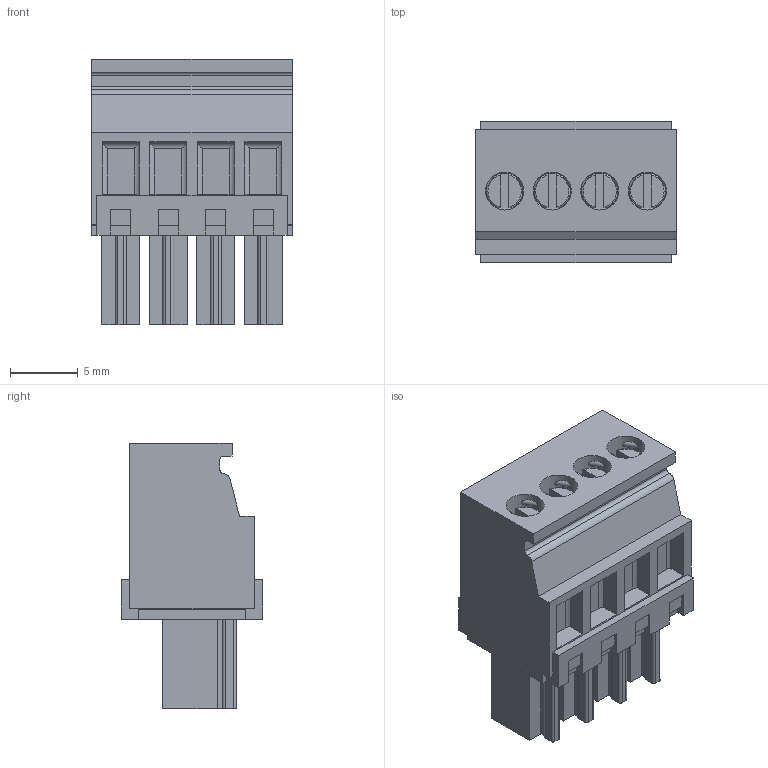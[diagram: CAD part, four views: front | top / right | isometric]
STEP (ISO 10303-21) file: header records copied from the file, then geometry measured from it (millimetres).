
FILE_DESCRIPTION(/* description */ ('Unknown'),/* implementation_level */ '2;1');
FILE_NAME(/* name */ 'MC520-35004-20230323',/* time_stamp */ '2023-03-23T16:48:39+08:00',/* author */ ('Unknown'),/* organization */ ('Unknown'),/* preprocessor_version */ 'ST-DEVELOPER v16.7',/* originating_system */ 'DEX',/* authorisation */ $);
FILE_SCHEMA (('AUTOMOTIVE_DESIGN {1 0 10303 214 3 1 1}'));
Length unit declared in the file: millimetre
Products named in the file (1): MC520-35004-20190924
Bounding box: 14.8 x 10.4 x 19.55 mm (x, y, z)
Volume: 1851.4 mm3; surface area: 1587.4 mm2
Topology: 1 solids, 1 shells, 266 faces, 712 edges, 480 vertices
Faces by surface type: plane 203, cylinder 55, torus 8
Full cylindrical faces by diameter (mm): 2.665 x4, 2.8 x4
Entity records: 10441 total; most frequent: CARTESIAN_POINT 3766, ORIENTED_EDGE 1392, DIRECTION 1307, EDGE_CURVE 696, LINE 561, VECTOR 561, VERTEX_POINT 472, AXIS2_PLACEMENT_3D 373
